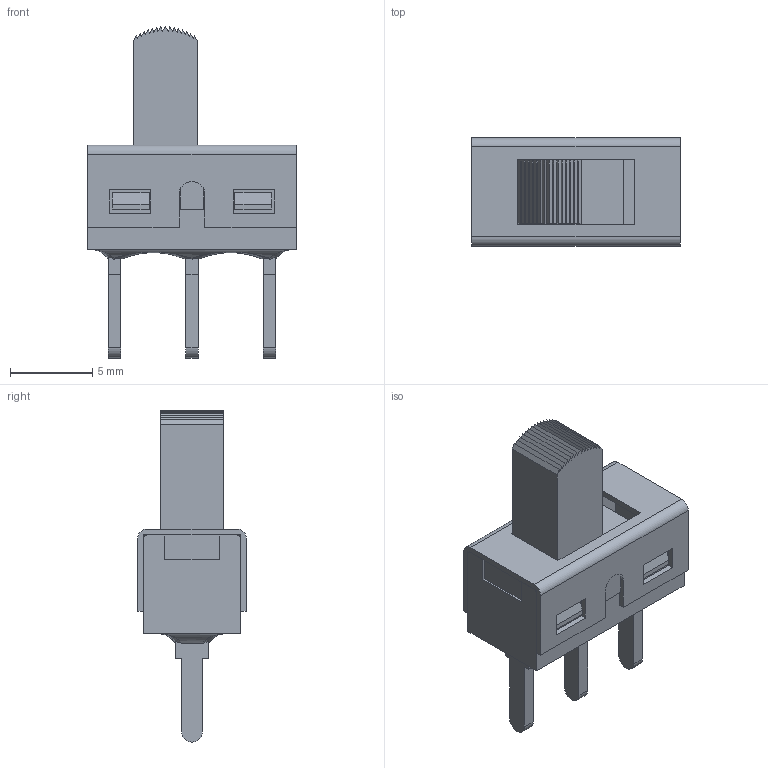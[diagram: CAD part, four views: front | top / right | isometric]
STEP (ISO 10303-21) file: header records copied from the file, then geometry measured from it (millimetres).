
FILE_DESCRIPTION((''),'2;1');
FILE_NAME('500SSPxS2M2xEA.stp','2014-06-17T08:39:24',('epieh'),(''),'Autodesk Inventor 2012','Autodesk Inventor 2012','');
FILE_SCHEMA(('CONFIG_CONTROL_DESIGN'));
Length unit declared in the file: millimetre
Products named in the file (5): T511038; 500 SSP BODY; 500 SSP COVER; 500 ACTUATOR S2; 500 SSP M2
Assembly tree (4 placements, depth 2):
  T511038
    500 SSP BODY
    500 SSP COVER
    500 ACTUATOR S2
    500 SSP M2
Bounding box: 12.7 x 6.6 x 20.19 mm (x, y, z)
Volume: 394.1 mm3; surface area: 1294.6 mm2
Topology: 4 solids, 4 shells, 192 faces, 524 edges, 349 vertices
Faces by surface type: plane 165, cylinder 18, bspline 8, cone 1
Full cylindrical faces by diameter (mm): 2.4 x1
Entity records: 6519 total; most frequent: CARTESIAN_POINT 1542, ORIENTED_EDGE 1044, DIRECTION 899, EDGE_CURVE 522, VECTOR 439, LINE 439, VERTEX_POINT 349, AXIS2_PLACEMENT_3D 230
